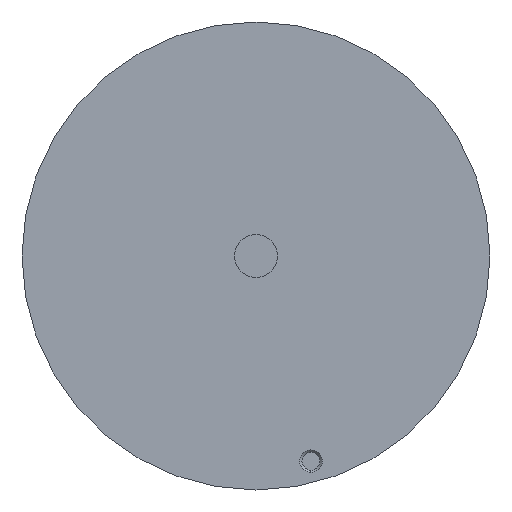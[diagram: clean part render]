
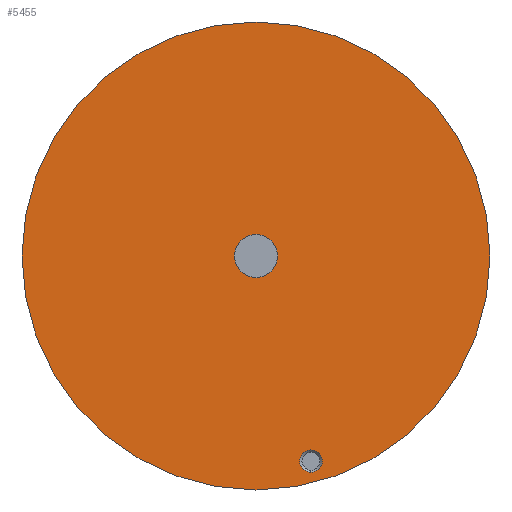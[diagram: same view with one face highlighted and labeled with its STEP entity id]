
A CAD part, left-side view. The second image highlights one B-rep face of the part: STEP entity #5455.
In plain terms, the highlighted planar face has unit normal (-1, 0, 0).
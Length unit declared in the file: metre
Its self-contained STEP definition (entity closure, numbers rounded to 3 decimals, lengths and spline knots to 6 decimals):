
#90 = CIRCLE ( 'NONE', #3400, 0.001562 ) ;
#102 = CIRCLE ( 'NONE', #4958, 0.003 ) ;
#219 = ORIENTED_EDGE ( 'NONE', *, *, #4024, .T. ) ;
#304 = DIRECTION ( 'NONE',  ( 0., 1., 0. ) ) ;
#330 = CARTESIAN_POINT ( 'NONE',  ( -0.028, -0.007635, -0.02945 ) ) ;
#552 = DIRECTION ( 'NONE',  ( 0., 0., 1. ) ) ;
#572 = EDGE_LOOP ( 'NONE', ( #219, #1316 ) ) ;
#597 = ORIENTED_EDGE ( 'NONE', *, *, #1502, .F. ) ;
#652 = CARTESIAN_POINT ( 'NONE',  ( -0.028, 0., 0.003607 ) ) ;
#757 = CARTESIAN_POINT ( 'NONE',  ( -0.028, 0., 0.000607 ) ) ;
#965 = AXIS2_PLACEMENT_3D ( 'NONE', #3937, #2547, #1703 ) ;
#990 = DIRECTION ( 'NONE',  ( 0., -1., 0. ) ) ;
#1316 = ORIENTED_EDGE ( 'NONE', *, *, #2869, .F. ) ;
#1453 = FACE_BOUND ( 'NONE', #1588, .T. ) ;
#1502 = EDGE_CURVE ( 'NONE', #5834, #5561, #3195, .T. ) ;
#1526 = VERTEX_POINT ( 'NONE', #652 ) ;
#1588 = EDGE_LOOP ( 'NONE', ( #597, #3232 ) ) ;
#1634 = ORIENTED_EDGE ( 'NONE', *, *, #3750, .F. ) ;
#1703 = DIRECTION ( 'NONE',  ( 0., 1., 0. ) ) ;
#1714 = DIRECTION ( 'NONE',  ( -1., 0., 0. ) ) ;
#2002 = CARTESIAN_POINT ( 'NONE',  ( -0.028, 0., -0.002393 ) ) ;
#2090 = DIRECTION ( 'NONE',  ( -1., 0., 0. ) ) ;
#2364 = CARTESIAN_POINT ( 'NONE',  ( -0.028, -0.0325, 0.000607 ) ) ;
#2382 = DIRECTION ( 'NONE',  ( -1., 0., 0. ) ) ;
#2472 = ORIENTED_EDGE ( 'NONE', *, *, #3105, .F. ) ;
#2497 = CARTESIAN_POINT ( 'NONE',  ( -0.028, 0., 0.000607 ) ) ;
#2537 = CIRCLE ( 'NONE', #4087, 0.0325 ) ;
#2547 = DIRECTION ( 'NONE',  ( 1., 0., 0. ) ) ;
#2562 = DIRECTION ( 'NONE',  ( 0., 0., 1. ) ) ;
#2633 = AXIS2_PLACEMENT_3D ( 'NONE', #2497, #2382, #552 ) ;
#2798 = EDGE_CURVE ( 'NONE', #5561, #5834, #90, .T. ) ;
#2869 = EDGE_CURVE ( 'NONE', #3050, #3823, #2910, .T. ) ;
#2910 = CIRCLE ( 'NONE', #965, 0.0325 ) ;
#3008 = CARTESIAN_POINT ( 'NONE',  ( -0.028, 0., 0.000607 ) ) ;
#3050 = VERTEX_POINT ( 'NONE', #4570 ) ;
#3105 = EDGE_CURVE ( 'NONE', #5357, #1526, #5799, .T. ) ;
#3195 = CIRCLE ( 'NONE', #5496, 0.001562 ) ;
#3232 = ORIENTED_EDGE ( 'NONE', *, *, #2798, .F. ) ;
#3301 = PLANE ( 'NONE',  #4873 ) ;
#3400 = AXIS2_PLACEMENT_3D ( 'NONE', #5353, #2090, #4513 ) ;
#3750 = EDGE_CURVE ( 'NONE', #1526, #5357, #102, .T. ) ;
#3823 = VERTEX_POINT ( 'NONE', #2364 ) ;
#3937 = CARTESIAN_POINT ( 'NONE',  ( -0.028, 0., 0.000607 ) ) ;
#3939 = CARTESIAN_POINT ( 'NONE',  ( -0.028, -0.007635, -0.027888 ) ) ;
#4024 = EDGE_CURVE ( 'NONE', #3050, #3823, #2537, .T. ) ;
#4087 = AXIS2_PLACEMENT_3D ( 'NONE', #757, #4456, #304 ) ;
#4333 = EDGE_LOOP ( 'NONE', ( #2472, #1634 ) ) ;
#4456 = DIRECTION ( 'NONE',  ( -1., 0., 0. ) ) ;
#4513 = DIRECTION ( 'NONE',  ( 0., 0., -1. ) ) ;
#4570 = CARTESIAN_POINT ( 'NONE',  ( -0.028, 0.0325, 0.000607 ) ) ;
#4873 = AXIS2_PLACEMENT_3D ( 'NONE', #5141, #5651, #990 ) ;
#4929 = CARTESIAN_POINT ( 'NONE',  ( -0.028, -0.007635, -0.026325 ) ) ;
#4958 = AXIS2_PLACEMENT_3D ( 'NONE', #3008, #1714, #2562 ) ;
#5141 = CARTESIAN_POINT ( 'NONE',  ( -0.028, 0.03255, -0.031943 ) ) ;
#5173 = FACE_OUTER_BOUND ( 'NONE', #572, .T. ) ;
#5231 = DIRECTION ( 'NONE',  ( -1., 0., 0. ) ) ;
#5353 = CARTESIAN_POINT ( 'NONE',  ( -0.028, -0.007635, -0.027888 ) ) ;
#5357 = VERTEX_POINT ( 'NONE', #2002 ) ;
#5455 = ADVANCED_FACE ( 'NONE', ( #5588, #5173, #1453 ), #3301, .T. ) ;
#5496 = AXIS2_PLACEMENT_3D ( 'NONE', #3939, #5231, #5769 ) ;
#5561 = VERTEX_POINT ( 'NONE', #330 ) ;
#5588 = FACE_BOUND ( 'NONE', #4333, .T. ) ;
#5651 = DIRECTION ( 'NONE',  ( -1., 0., 0. ) ) ;
#5769 = DIRECTION ( 'NONE',  ( 0., 0.946, -0.323 ) ) ;
#5799 = CIRCLE ( 'NONE', #2633, 0.003 ) ;
#5834 = VERTEX_POINT ( 'NONE', #4929 ) ;
